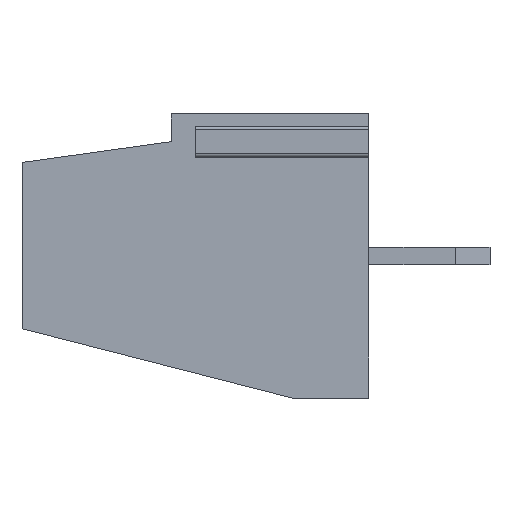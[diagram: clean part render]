
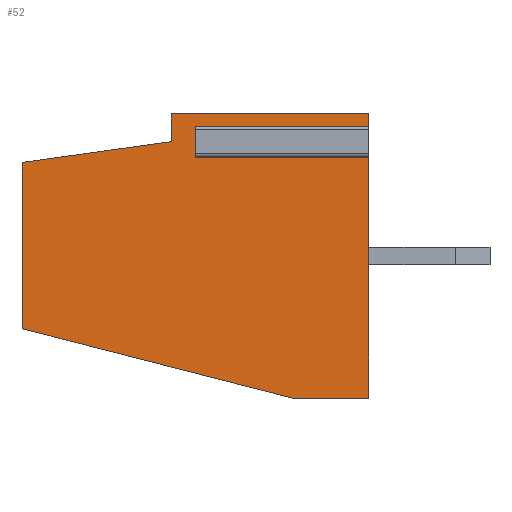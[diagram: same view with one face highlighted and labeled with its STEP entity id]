
A CAD part, left-side view. The second image highlights one B-rep face of the part: STEP entity #52.
In plain terms, the highlighted planar face has unit normal (-1, 0, 0).
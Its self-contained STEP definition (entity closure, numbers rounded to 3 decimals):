
#52=ADVANCED_FACE('',(#191),#192,.F.);
#191=FACE_OUTER_BOUND('',#466,.T.);
#192=PLANE('',#467);
#466=EDGE_LOOP('',(#789,#790,#791,#792,#793,#794,#795,#796,#797,#798,#799));
#467=AXIS2_PLACEMENT_3D('',#800,#801,#802);
#789=ORIENTED_EDGE('',*,*,#1866,.T.);
#790=ORIENTED_EDGE('',*,*,#1867,.F.);
#791=ORIENTED_EDGE('',*,*,#1868,.F.);
#792=ORIENTED_EDGE('',*,*,#1869,.F.);
#793=ORIENTED_EDGE('',*,*,#1870,.F.);
#794=ORIENTED_EDGE('',*,*,#1871,.F.);
#795=ORIENTED_EDGE('',*,*,#1872,.F.);
#796=ORIENTED_EDGE('',*,*,#1873,.F.);
#797=ORIENTED_EDGE('',*,*,#1874,.F.);
#798=ORIENTED_EDGE('',*,*,#1875,.F.);
#799=ORIENTED_EDGE('',*,*,#1876,.T.);
#800=CARTESIAN_POINT('',(-7.62,0.0,0.0));
#801=DIRECTION('',(1.0,0.0,0.0));
#802=DIRECTION('',(0.0,1.0,-0.0));
#1866=EDGE_CURVE('',#2253,#2254,#2255,.T.);
#1867=EDGE_CURVE('',#2256,#2254,#2257,.T.);
#1868=EDGE_CURVE('',#2258,#2256,#2259,.T.);
#1869=EDGE_CURVE('',#2260,#2258,#2261,.T.);
#1870=EDGE_CURVE('',#2262,#2260,#2263,.T.);
#1871=EDGE_CURVE('',#2264,#2262,#2265,.T.);
#1872=EDGE_CURVE('',#2266,#2264,#2267,.T.);
#1873=EDGE_CURVE('',#2268,#2266,#2269,.T.);
#1874=EDGE_CURVE('',#2270,#2268,#2271,.T.);
#1875=EDGE_CURVE('',#2272,#2270,#2273,.T.);
#1876=EDGE_CURVE('',#2272,#2253,#2274,.T.);
#2253=VERTEX_POINT('',#2857);
#2254=VERTEX_POINT('',#2858);
#2255=LINE('',#2859,#2860);
#2256=VERTEX_POINT('',#2861);
#2257=LINE('',#2862,#2863);
#2258=VERTEX_POINT('',#2864);
#2259=LINE('',#2865,#2866);
#2260=VERTEX_POINT('',#2867);
#2261=LINE('',#2868,#2869);
#2262=VERTEX_POINT('',#2870);
#2263=LINE('',#2871,#2872);
#2264=VERTEX_POINT('',#2873);
#2265=LINE('',#2874,#2875);
#2266=VERTEX_POINT('',#2876);
#2267=LINE('',#2877,#2878);
#2268=VERTEX_POINT('',#2879);
#2269=LINE('',#2880,#2881);
#2270=VERTEX_POINT('',#2882);
#2271=LINE('',#2883,#2884);
#2272=VERTEX_POINT('',#2885);
#2273=LINE('',#2886,#2887);
#2274=LINE('',#2888,#2889);
#2857=CARTESIAN_POINT('',(-7.62,2.25,-0.375));
#2858=CARTESIAN_POINT('',(-7.62,-2.75,-0.375));
#2859=CARTESIAN_POINT('',(-7.62,2.25,-0.375));
#2860=VECTOR('',#3716,5.0);
#2861=CARTESIAN_POINT('',(-7.62,-2.75,0.0));
#2862=CARTESIAN_POINT('',(-7.62,-2.75,0.0));
#2863=VECTOR('',#3717,0.375);
#2864=CARTESIAN_POINT('',(-7.62,2.95,0.0));
#2865=CARTESIAN_POINT('',(-7.62,2.95,0.0));
#2866=VECTOR('',#3718,5.7);
#2867=CARTESIAN_POINT('',(-7.62,2.95,-0.8));
#2868=CARTESIAN_POINT('',(-7.62,2.95,-0.8));
#2869=VECTOR('',#3719,0.8);
#2870=CARTESIAN_POINT('',(-7.62,7.25,-1.4));
#2871=CARTESIAN_POINT('',(-7.62,7.25,-1.4));
#2872=VECTOR('',#3720,4.342);
#2873=CARTESIAN_POINT('',(-7.62,7.25,-6.2));
#2874=CARTESIAN_POINT('',(-7.62,7.25,-6.2));
#2875=VECTOR('',#3721,4.8);
#2876=CARTESIAN_POINT('',(-7.62,-0.55,-8.2));
#2877=CARTESIAN_POINT('',(-7.62,-0.55,-8.2));
#2878=VECTOR('',#3722,8.052);
#2879=CARTESIAN_POINT('',(-7.62,-2.75,-8.2));
#2880=CARTESIAN_POINT('',(-7.62,-2.75,-8.2));
#2881=VECTOR('',#3723,2.2);
#2882=CARTESIAN_POINT('',(-7.62,-2.75,-1.225));
#2883=CARTESIAN_POINT('',(-7.62,-2.75,-1.225));
#2884=VECTOR('',#3724,6.975);
#2885=CARTESIAN_POINT('',(-7.62,2.25,-1.225));
#2886=CARTESIAN_POINT('',(-7.62,2.25,-1.225));
#2887=VECTOR('',#3725,5.0);
#2888=CARTESIAN_POINT('',(-7.62,2.25,-1.225));
#2889=VECTOR('',#3726,0.85);
#3716=DIRECTION('',(0.0,-1.0,0.0));
#3717=DIRECTION('',(0.0,0.0,-1.0));
#3718=DIRECTION('',(0.0,-1.0,0.0));
#3719=DIRECTION('',(0.0,0.0,1.0));
#3720=DIRECTION('',(0.0,-0.99,0.138));
#3721=DIRECTION('',(0.0,0.0,1.0));
#3722=DIRECTION('',(0.0,0.969,0.248));
#3723=DIRECTION('',(0.0,1.0,0.0));
#3724=DIRECTION('',(0.0,0.0,-1.0));
#3725=DIRECTION('',(0.0,-1.0,0.0));
#3726=DIRECTION('',(0.0,0.0,1.0));
